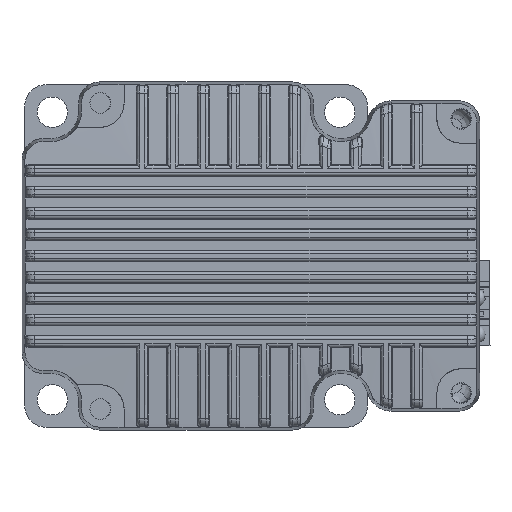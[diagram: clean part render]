
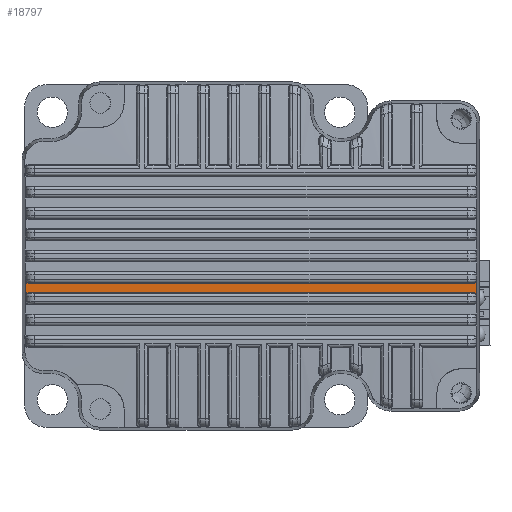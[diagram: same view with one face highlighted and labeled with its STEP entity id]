
A CAD part, front view. The second image highlights one B-rep face of the part: STEP entity #18797.
In plain terms, the highlighted cylindrical face has radius 272.359 mm (diameter 544.717 mm), a partial arc.
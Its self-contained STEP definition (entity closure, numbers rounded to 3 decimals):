
#200 = CARTESIAN_POINT ( 'NONE',  ( -16.843, -108.114, 57.1 ) ) ;
#216 = VERTEX_POINT ( 'NONE', #7605 ) ;
#504 = CARTESIAN_POINT ( 'NONE',  ( 56.886, -108.122, 57.6 ) ) ;
#1115 = CARTESIAN_POINT ( 'NONE',  ( 184.931, 164.208, 61.57 ) ) ;
#1266 = CARTESIAN_POINT ( 'NONE',  ( -16.973, -108.083, 55.487 ) ) ;
#1430 = CARTESIAN_POINT ( 'NONE',  ( 56.386, -108.084, 55.541 ) ) ;
#1549 =( BOUNDED_CURVE ( )  B_SPLINE_CURVE ( 3, ( #504, #27211, #9436, #29912 ),
 .UNSPECIFIED., .F., .F. ) 
 B_SPLINE_CURVE_WITH_KNOTS ( ( 4, 4 ),
 ( 0.015, 0.024 ),
 .UNSPECIFIED. ) 
 CURVE ( )  GEOMETRIC_REPRESENTATION_ITEM ( )  RATIONAL_B_SPLINE_CURVE ( ( 1., 1., 1., 1. ) ) 
 REPRESENTATION_ITEM ( '' )  );
#2520 = ORIENTED_EDGE ( 'NONE', *, *, #23683, .F. ) ;
#3005 = EDGE_CURVE ( 'NONE', #16897, #35644, #23954, .T. ) ;
#3674 = ORIENTED_EDGE ( 'NONE', *, *, #7898, .T. ) ;
#3908 = EDGE_CURVE ( 'NONE', #22097, #27658, #20803, .T. ) ;
#6021 = ORIENTED_EDGE ( 'NONE', *, *, #10880, .T. ) ;
#6200 = CARTESIAN_POINT ( 'NONE',  ( 56.518, -108.114, 57.1 ) ) ;
#6973 = CARTESIAN_POINT ( 'NONE',  ( -16.844, -108.084, 55.541 ) ) ;
#7031 = AXIS2_PLACEMENT_3D ( 'NONE', #1115, #24953, #12610 ) ;
#7605 = CARTESIAN_POINT ( 'NONE',  ( -16.711, -108.114, 57.1 ) ) ;
#7845 = DIRECTION ( 'NONE',  ( -1., 0., 0. ) ) ;
#7898 = EDGE_CURVE ( 'NONE', #38420, #20587, #38140, .T. ) ;
#8319 = ORIENTED_EDGE ( 'NONE', *, *, #3908, .T. ) ;
#8769 = EDGE_CURVE ( 'NONE', #20587, #216, #29800, .T. ) ;
#8907 = B_SPLINE_CURVE_WITH_KNOTS ( 'NONE', 3,
 ( #32318, #200, #29485, #32447, #14692, #23656 ),
 .UNSPECIFIED., .F., .F.,
 ( 4, 2, 4 ),
 ( 0., 0., 0.001 ),
 .UNSPECIFIED. ) ;
#9436 = CARTESIAN_POINT ( 'NONE',  ( 56.886, -108.093, 55.894 ) ) ;
#9545 = CARTESIAN_POINT ( 'NONE',  ( 56.831, -108.118, 57.339 ) ) ;
#9804 = CARTESIAN_POINT ( 'NONE',  ( -16.712, -108.084, 55.541 ) ) ;
#9818 = EDGE_CURVE ( 'NONE', #216, #35644, #8907, .T. ) ;
#10880 = EDGE_CURVE ( 'NONE', #16897, #22097, #37607, .T. ) ;
#12610 = DIRECTION ( 'NONE',  ( 0., 0., 1. ) ) ;
#12682 = CARTESIAN_POINT ( 'NONE',  ( -17.211, -108.11, 56.747 ) ) ;
#12939 = CARTESIAN_POINT ( 'NONE',  ( 56.832, -108.079, 55.303 ) ) ;
#13147 = CARTESIAN_POINT ( 'NONE',  ( 56.886, -108.122, 57.6 ) ) ;
#13172 = ORIENTED_EDGE ( 'NONE', *, *, #8769, .T. ) ;
#14692 = CARTESIAN_POINT ( 'NONE',  ( -17.211, -108.12, 57.468 ) ) ;
#15655 = CARTESIAN_POINT ( 'NONE',  ( -17.212, -108.073, 55.042 ) ) ;
#16656 = CARTESIAN_POINT ( 'NONE',  ( 184.931, -108.114, 57.1 ) ) ;
#16897 = VERTEX_POINT ( 'NONE', #24572 ) ;
#18093 = FACE_OUTER_BOUND ( 'NONE', #37579, .T. ) ;
#18383 = CARTESIAN_POINT ( 'NONE',  ( 56.386, -108.114, 57.1 ) ) ;
#18797 = ADVANCED_FACE ( 'NONE', ( #18093 ), #37047, .T. ) ;
#18869 = CARTESIAN_POINT ( 'NONE',  ( 56.886, -108.073, 55.042 ) ) ;
#19085 = CARTESIAN_POINT ( 'NONE',  ( 56.886, -108.073, 55.042 ) ) ;
#19518 = CARTESIAN_POINT ( 'NONE',  ( -17.211, -108.122, 57.6 ) ) ;
#20293 = CARTESIAN_POINT ( 'NONE',  ( 56.386, -108.114, 57.1 ) ) ;
#20587 = VERTEX_POINT ( 'NONE', #20293 ) ;
#20803 = LINE ( 'NONE', #37767, #30025 ) ;
#22097 = VERTEX_POINT ( 'NONE', #9804 ) ;
#22454 = ORIENTED_EDGE ( 'NONE', *, *, #3005, .F. ) ;
#22706 = CARTESIAN_POINT ( 'NONE',  ( 56.518, -108.084, 55.541 ) ) ;
#23656 = CARTESIAN_POINT ( 'NONE',  ( -17.211, -108.122, 57.6 ) ) ;
#23683 = EDGE_CURVE ( 'NONE', #38420, #33193, #1549, .T. ) ;
#23954 =( BOUNDED_CURVE ( )  B_SPLINE_CURVE ( 3, ( #15655, #27361, #12682, #30180 ),
 .UNSPECIFIED., .F., .T. ) 
 B_SPLINE_CURVE_WITH_KNOTS ( ( 4, 4 ),
 ( 3.118, 3.127 ),
 .UNSPECIFIED. ) 
 CURVE ( )  GEOMETRIC_REPRESENTATION_ITEM ( )  RATIONAL_B_SPLINE_CURVE ( ( 1., 1., 1., 1. ) ) 
 REPRESENTATION_ITEM ( '' )  );
#24209 = CARTESIAN_POINT ( 'NONE',  ( 56.886, -108.122, 57.6 ) ) ;
#24572 = CARTESIAN_POINT ( 'NONE',  ( -17.212, -108.073, 55.042 ) ) ;
#24859 = CARTESIAN_POINT ( 'NONE',  ( -17.158, -108.079, 55.303 ) ) ;
#24953 = DIRECTION ( 'NONE',  ( -1., 0., 0. ) ) ;
#25867 = DIRECTION ( 'NONE',  ( 1., 0., 0. ) ) ;
#27043 = VECTOR ( 'NONE', #7845, 1000. ) ;
#27211 = CARTESIAN_POINT ( 'NONE',  ( 56.886, -108.11, 56.747 ) ) ;
#27361 = CARTESIAN_POINT ( 'NONE',  ( -17.211, -108.093, 55.894 ) ) ;
#27658 = VERTEX_POINT ( 'NONE', #37693 ) ;
#28672 = ORIENTED_EDGE ( 'NONE', *, *, #29133, .F. ) ;
#29133 = EDGE_CURVE ( 'NONE', #33193, #27658, #31688, .T. ) ;
#29485 = CARTESIAN_POINT ( 'NONE',  ( -16.972, -108.115, 57.154 ) ) ;
#29800 = LINE ( 'NONE', #16656, #27043 ) ;
#29912 = CARTESIAN_POINT ( 'NONE',  ( 56.886, -108.073, 55.042 ) ) ;
#30025 = VECTOR ( 'NONE', #25867, 1000. ) ;
#30148 = CARTESIAN_POINT ( 'NONE',  ( 56.886, -108.12, 57.468 ) ) ;
#30180 = CARTESIAN_POINT ( 'NONE',  ( -17.211, -108.122, 57.6 ) ) ;
#31688 = B_SPLINE_CURVE_WITH_KNOTS ( 'NONE', 3,
 ( #19085, #36659, #12939, #36794, #22706, #1430 ),
 .UNSPECIFIED., .F., .F.,
 ( 4, 2, 4 ),
 ( 0., 0., 0.001 ),
 .UNSPECIFIED. ) ;
#32318 = CARTESIAN_POINT ( 'NONE',  ( -16.711, -108.114, 57.1 ) ) ;
#32447 = CARTESIAN_POINT ( 'NONE',  ( -17.157, -108.118, 57.339 ) ) ;
#33158 = CARTESIAN_POINT ( 'NONE',  ( -17.212, -108.073, 55.042 ) ) ;
#33193 = VERTEX_POINT ( 'NONE', #18869 ) ;
#34525 = ORIENTED_EDGE ( 'NONE', *, *, #9818, .T. ) ;
#35644 = VERTEX_POINT ( 'NONE', #19518 ) ;
#35716 = CARTESIAN_POINT ( 'NONE',  ( 56.647, -108.115, 57.154 ) ) ;
#36659 = CARTESIAN_POINT ( 'NONE',  ( 56.886, -108.076, 55.174 ) ) ;
#36746 = CARTESIAN_POINT ( 'NONE',  ( -17.212, -108.076, 55.174 ) ) ;
#36794 = CARTESIAN_POINT ( 'NONE',  ( 56.648, -108.083, 55.487 ) ) ;
#36877 = CARTESIAN_POINT ( 'NONE',  ( -16.712, -108.084, 55.541 ) ) ;
#37047 = CYLINDRICAL_SURFACE ( 'NONE', #7031, 272.359 ) ;
#37579 = EDGE_LOOP ( 'NONE', ( #22454, #6021, #8319, #28672, #2520, #3674, #13172, #34525 ) ) ;
#37607 = B_SPLINE_CURVE_WITH_KNOTS ( 'NONE', 3,
 ( #33158, #36746, #24859, #1266, #6973, #36877 ),
 .UNSPECIFIED., .F., .F.,
 ( 4, 2, 4 ),
 ( 0., 0., 0.001 ),
 .UNSPECIFIED. ) ;
#37693 = CARTESIAN_POINT ( 'NONE',  ( 56.386, -108.084, 55.541 ) ) ;
#37767 = CARTESIAN_POINT ( 'NONE',  ( 184.931, -108.084, 55.541 ) ) ;
#38140 = B_SPLINE_CURVE_WITH_KNOTS ( 'NONE', 3,
 ( #24209, #30148, #9545, #35716, #6200, #18383 ),
 .UNSPECIFIED., .F., .F.,
 ( 4, 2, 4 ),
 ( 0., 0., 0.001 ),
 .UNSPECIFIED. ) ;
#38420 = VERTEX_POINT ( 'NONE', #13147 ) ;
